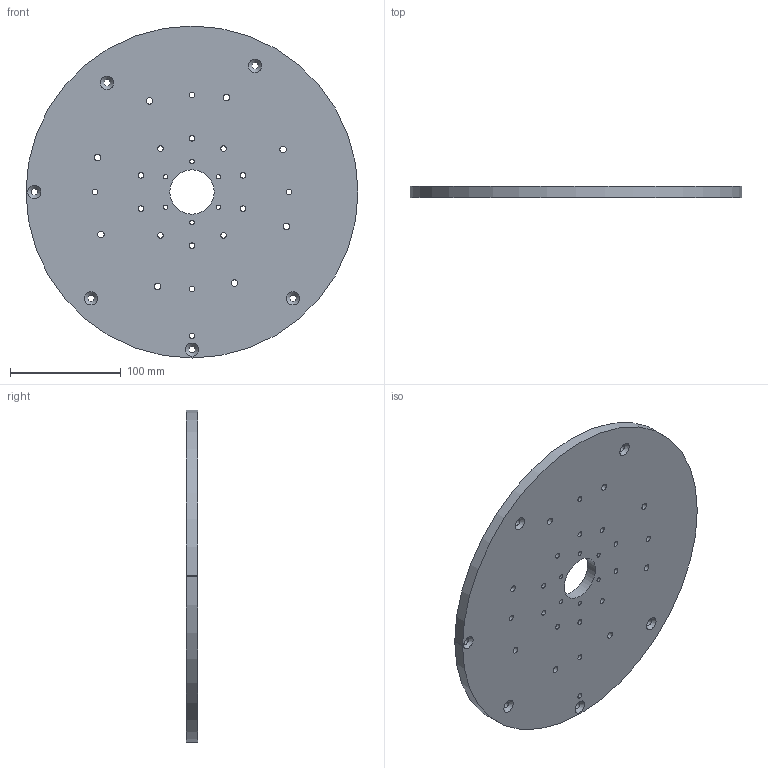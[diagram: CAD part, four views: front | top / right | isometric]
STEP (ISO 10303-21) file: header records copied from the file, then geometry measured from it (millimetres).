
FILE_DESCRIPTION(/* description */ ('STEP AP203'),/* implementation_level */ '2;1');
FILE_NAME(/* name */ 'Circular rotary stage.stp',/* time_stamp */ '2020-09-09T14:42:18+01:00',/* author */ ('ferrerx'),/* organization */ (''),/* preprocessor_version */ 'ST-DEVELOPER v18',/* originating_system */ 'Autodesk Inventor 2020',/* authorisation */ '');
FILE_SCHEMA (('AUTOMOTIVE_DESIGN { 1 0 10303 214 3 1 1 }'));
Length unit declared in the file: millimetre
Products named in the file (1): Circular rotary stage
Bounding box: 300 x 10 x 300 mm (x, y, z)
Volume: 685954.8 mm3; surface area: 153638.7 mm2
Topology: 1 solids, 1 shells, 48 faces, 200 edges, 154 vertices
Faces by surface type: cylinder 37, cone 6, plane 5
Full cylindrical faces by diameter (mm): 4 x6, 5 x15, 6 x14, 40 x1
Entity records: 2433 total; most frequent: DIRECTION 446, CARTESIAN_POINT 403, ORIENTED_EDGE 400, EDGE_CURVE 200, AXIS2_PLACEMENT_3D 197, VERTEX_POINT 154, CIRCLE 148, EDGE_LOOP 120
